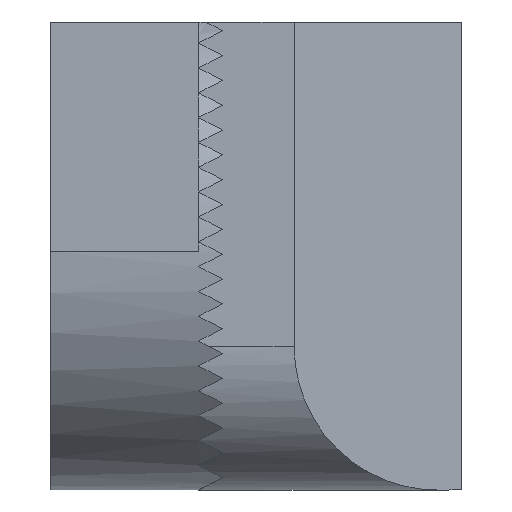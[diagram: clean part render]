
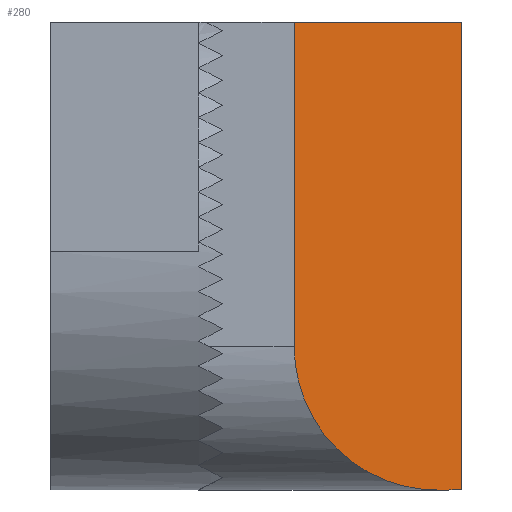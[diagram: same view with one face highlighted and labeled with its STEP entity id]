
A CAD part, left-side view. The second image highlights one B-rep face of the part: STEP entity #280.
In plain terms, the highlighted planar face has unit normal (-0.707, -0.707, 0).
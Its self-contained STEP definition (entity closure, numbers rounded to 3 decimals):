
#2 = CARTESIAN_POINT ( 'NONE',  ( -9.5, 3.5, -3.657 ) ) ;
#15 = DIRECTION ( 'NONE',  ( 0., 0., -1. ) ) ;
#133 = CARTESIAN_POINT ( 'NONE',  ( -9.5, 3.5, 4.9 ) ) ;
#233 = VERTEX_POINT ( 'NONE', #2636 ) ;
#280 = ADVANCED_FACE ( 'NONE', ( #5256 ), #291, .F. ) ;
#291 = PLANE ( 'NONE',  #2520 ) ;
#309 = VERTEX_POINT ( 'NONE', #635 ) ;
#441 = EDGE_LOOP ( 'NONE', ( #2426, #2884, #3263, #2874, #3599 ) ) ;
#635 = CARTESIAN_POINT ( 'NONE',  ( -9.5, 3.5, 4.9 ) ) ;
#728 = CARTESIAN_POINT ( 'NONE',  ( -6., 0., -4.9 ) ) ;
#734 = DIRECTION ( 'NONE',  ( 0.707, 0.707, 0. ) ) ;
#839 = CARTESIAN_POINT ( 'NONE',  ( -8.257, 2.257, -4.9 ) ) ;
#851 = EDGE_CURVE ( 'NONE', #309, #3060, #1749, .T. ) ;
#950 = VECTOR ( 'NONE', #4858, 1000. ) ;
#1081 = CARTESIAN_POINT ( 'NONE',  ( -6., 0., 4.9 ) ) ;
#1204 = CARTESIAN_POINT ( 'NONE',  ( -9.5, 3.5, -1.9 ) ) ;
#1470 = EDGE_CURVE ( 'NONE', #233, #3024, #4107, .T. ) ;
#1749 = LINE ( 'NONE', #133, #2125 ) ;
#1996 = CARTESIAN_POINT ( 'NONE',  ( -6., 0., -4.9 ) ) ;
#2036 = CARTESIAN_POINT ( 'NONE',  ( -6.5, 0.5, -4.9 ) ) ;
#2082 = VECTOR ( 'NONE', #3518, 1000. ) ;
#2125 = VECTOR ( 'NONE', #5084, 1000. ) ;
#2426 = ORIENTED_EDGE ( 'NONE', *, *, #851, .T. ) ;
#2448 = EDGE_CURVE ( 'NONE', #2915, #3024, #5204, .T. ) ;
#2520 = AXIS2_PLACEMENT_3D ( 'NONE', #4428, #734, #3579 ) ;
#2636 = CARTESIAN_POINT ( 'NONE',  ( -6.5, 0.5, -4.9 ) ) ;
#2833 = EDGE_CURVE ( 'NONE', #3060, #233, #3629, .T. ) ;
#2874 = ORIENTED_EDGE ( 'NONE', *, *, #2448, .F. ) ;
#2884 = ORIENTED_EDGE ( 'NONE', *, *, #2833, .T. ) ;
#2915 = VERTEX_POINT ( 'NONE', #4496 ) ;
#2939 = EDGE_CURVE ( 'NONE', #309, #2915, #3172, .T. ) ;
#3024 = VERTEX_POINT ( 'NONE', #728 ) ;
#3060 = VERTEX_POINT ( 'NONE', #1204 ) ;
#3172 = LINE ( 'NONE', #1081, #2082 ) ;
#3246 = VECTOR ( 'NONE', #15, 1000. ) ;
#3263 = ORIENTED_EDGE ( 'NONE', *, *, #1470, .T. ) ;
#3290 = CARTESIAN_POINT ( 'NONE',  ( -6., 0., 4.9 ) ) ;
#3518 = DIRECTION ( 'NONE',  ( 0.707, -0.707, 0. ) ) ;
#3579 = DIRECTION ( 'NONE',  ( -0.707, 0.707, 0. ) ) ;
#3599 = ORIENTED_EDGE ( 'NONE', *, *, #2939, .F. ) ;
#3629 =( BOUNDED_CURVE ( )  B_SPLINE_CURVE ( 3, ( #3678, #2, #839, #2036 ),
 .UNSPECIFIED., .F., .F. ) 
 B_SPLINE_CURVE_WITH_KNOTS ( ( 4, 4 ),
 ( 0., 1.571 ),
 .UNSPECIFIED. ) 
 CURVE ( )  GEOMETRIC_REPRESENTATION_ITEM ( )  RATIONAL_B_SPLINE_CURVE ( ( 1., 0.805, 0.805, 1. ) ) 
 REPRESENTATION_ITEM ( '' )  );
#3678 = CARTESIAN_POINT ( 'NONE',  ( -9.5, 3.5, -1.9 ) ) ;
#4107 = LINE ( 'NONE', #1996, #950 ) ;
#4428 = CARTESIAN_POINT ( 'NONE',  ( -6., 0., 4.9 ) ) ;
#4496 = CARTESIAN_POINT ( 'NONE',  ( -6., 0., 4.9 ) ) ;
#4858 = DIRECTION ( 'NONE',  ( 0.707, -0.707, 0. ) ) ;
#5084 = DIRECTION ( 'NONE',  ( 0., 0., -1. ) ) ;
#5204 = LINE ( 'NONE', #3290, #3246 ) ;
#5256 = FACE_OUTER_BOUND ( 'NONE', #441, .T. ) ;
